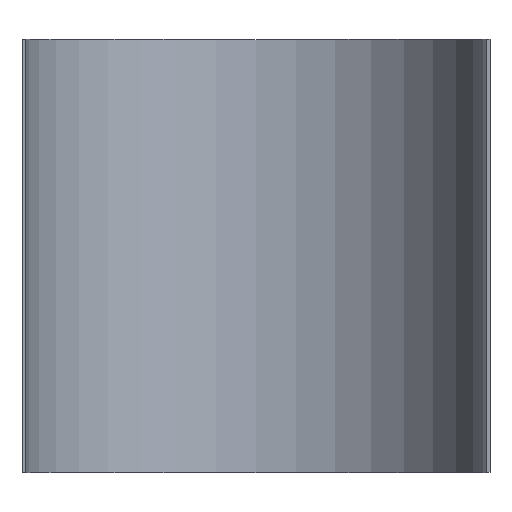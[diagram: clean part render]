
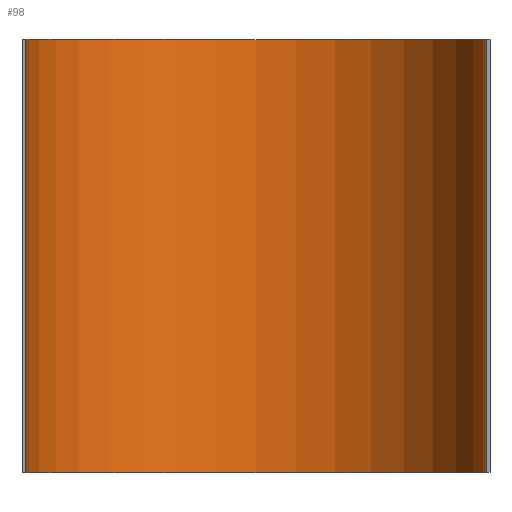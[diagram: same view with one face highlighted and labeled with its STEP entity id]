
A CAD part, top view. The second image highlights one B-rep face of the part: STEP entity #98.
In plain terms, the highlighted cylindrical face has radius 133 mm (diameter 266 mm), a partial arc.
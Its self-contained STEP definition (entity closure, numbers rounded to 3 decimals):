
#15=CIRCLE('',#128,133.);
#16=CIRCLE('',#129,133.);
#19=CYLINDRICAL_SURFACE('',#127,133.);
#22=FACE_OUTER_BOUND('',#28,.T.);
#28=EDGE_LOOP('',(#73,#74,#75,#76));
#36=LINE('',#175,#44);
#37=LINE('',#181,#45);
#44=VECTOR('',#143,10.);
#45=VECTOR('',#150,10.);
#49=VERTEX_POINT('',#168);
#52=VERTEX_POINT('',#173);
#53=VERTEX_POINT('',#177);
#54=VERTEX_POINT('',#179);
#60=EDGE_CURVE('',#49,#52,#36,.T.);
#61=EDGE_CURVE('',#53,#49,#15,.T.);
#62=EDGE_CURVE('',#54,#52,#16,.T.);
#63=EDGE_CURVE('',#53,#54,#37,.T.);
#73=ORIENTED_EDGE('',*,*,#61,.T.);
#74=ORIENTED_EDGE('',*,*,#60,.T.);
#75=ORIENTED_EDGE('',*,*,#62,.F.);
#76=ORIENTED_EDGE('',*,*,#63,.F.);
#98=ADVANCED_FACE('',(#22),#19,.F.);
#127=AXIS2_PLACEMENT_3D('',#176,#144,#145);
#128=AXIS2_PLACEMENT_3D('',#178,#146,#147);
#129=AXIS2_PLACEMENT_3D('',#180,#148,#149);
#143=DIRECTION('',(0.,1.,0.));
#144=DIRECTION('center_axis',(0.,1.,0.));
#145=DIRECTION('ref_axis',(-1.,0.,0.));
#146=DIRECTION('center_axis',(0.,-1.,0.));
#147=DIRECTION('ref_axis',(-1.,0.,0.));
#148=DIRECTION('center_axis',(0.,-1.,0.));
#149=DIRECTION('ref_axis',(-1.,0.,0.));
#150=DIRECTION('',(0.,1.,0.));
#168=CARTESIAN_POINT('',(133.,0.,0.));
#173=CARTESIAN_POINT('',(133.,250.,0.));
#175=CARTESIAN_POINT('',(133.,0.,0.));
#176=CARTESIAN_POINT('Origin',(0.,0.,0.));
#177=CARTESIAN_POINT('',(-133.,0.,0.));
#178=CARTESIAN_POINT('Origin',(0.,0.,0.));
#179=CARTESIAN_POINT('',(-133.,250.,0.));
#180=CARTESIAN_POINT('Origin',(0.,250.,0.));
#181=CARTESIAN_POINT('',(-133.,0.,0.));
